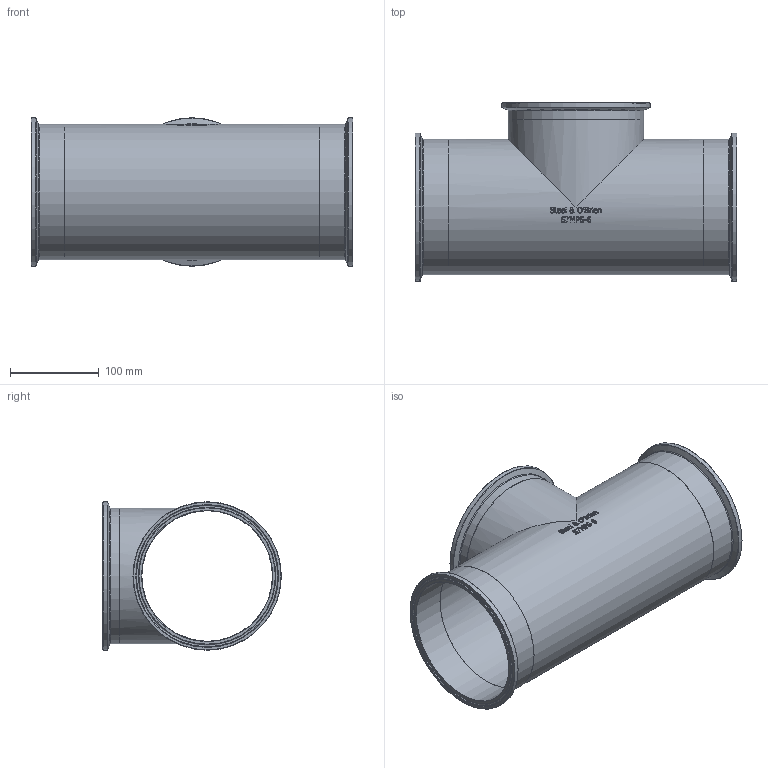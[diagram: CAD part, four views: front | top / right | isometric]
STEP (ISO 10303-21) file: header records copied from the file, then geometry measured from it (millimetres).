
FILE_DESCRIPTION(/* description */ (''),/* implementation_level */ '2;1');
FILE_NAME(/* name */ 'S7MPS-6.stp',/* time_stamp */ '2018-11-28T13:23:54-05:00',/* author */ ('ken'),/* organization */ (''),/* preprocessor_version */ 'ST-DEVELOPER v15.2',/* originating_system */ 'Autodesk Inventor 2014',/* authorisation */ '');
FILE_SCHEMA (('AUTOMOTIVE_DESIGN { 1 0 10303 214 3 1 1 }'));
Length unit declared in the file: inch
Products named in the file (1): S7MPS-6
Bounding box: 361.95 x 200.91 x 166.88 mm (x, y, z)
Volume: 569893.6 mm3; surface area: 386609.6 mm2
Topology: 1 solids, 1 shells, 392 faces, 1020 edges, 669 vertices
Faces by surface type: bspline 178, plane 134, cylinder 44, torus 27, cone 9
Full cylindrical faces by diameter (mm): 146.863 x5, 152.4 x5, 166.878 x3
Entity records: 14976 total; most frequent: CARTESIAN_POINT 6520, ORIENTED_EDGE 1928, DIRECTION 1228, EDGE_CURVE 964, VERTEX_POINT 664, EDGE_LOOP 486, LINE 418, VECTOR 418
